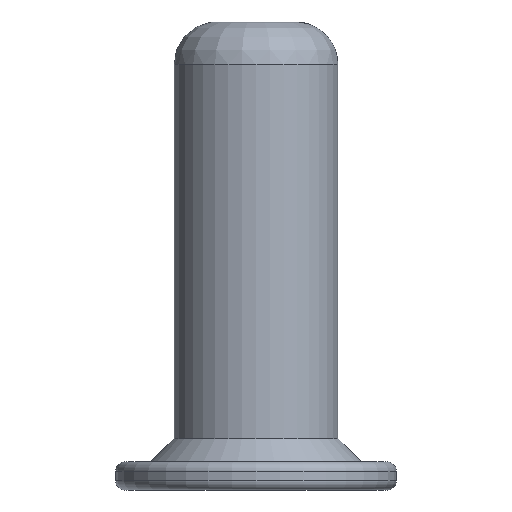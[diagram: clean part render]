
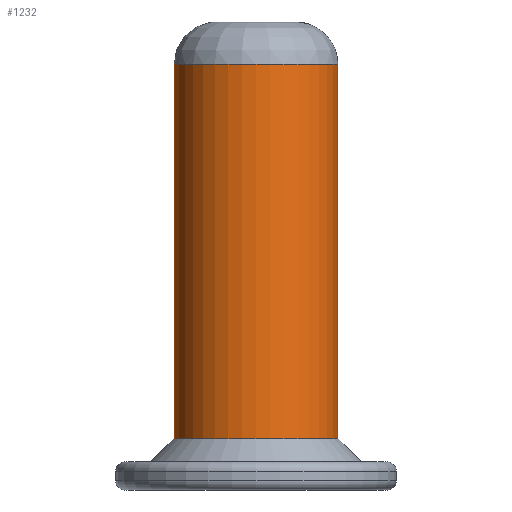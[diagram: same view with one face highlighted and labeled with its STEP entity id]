
A CAD part, front view. The second image highlights one B-rep face of the part: STEP entity #1232.
In plain terms, the highlighted cylindrical face has radius 17.5 mm (diameter 35 mm), a full revolution.
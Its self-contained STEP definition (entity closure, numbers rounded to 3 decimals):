
#277 = VERTEX_POINT('',#278);
#278 = CARTESIAN_POINT('',(17.5,0.,11.));
#284 = EDGE_CURVE('',#277,#277,#285,.T.);
#285 = CIRCLE('',#286,17.5);
#286 = AXIS2_PLACEMENT_3D('',#287,#288,#289);
#287 = CARTESIAN_POINT('',(0.,0.,11.));
#288 = DIRECTION('',(0.,0.,-1.));
#289 = DIRECTION('',(1.,0.,0.));
#1232 = ADVANCED_FACE('',(#1233),#1252,.T.);
#1233 = FACE_BOUND('',#1234,.F.);
#1234 = EDGE_LOOP('',(#1235,#1243,#1244,#1245));
#1235 = ORIENTED_EDGE('',*,*,#1236,.F.);
#1236 = EDGE_CURVE('',#277,#1237,#1239,.T.);
#1237 = VERTEX_POINT('',#1238);
#1238 = CARTESIAN_POINT('',(17.5,0.,91.));
#1239 = LINE('',#1240,#1241);
#1240 = CARTESIAN_POINT('',(17.5,0.,0.));
#1241 = VECTOR('',#1242,1.);
#1242 = DIRECTION('',(0.,0.,1.));
#1243 = ORIENTED_EDGE('',*,*,#284,.T.);
#1244 = ORIENTED_EDGE('',*,*,#1236,.T.);
#1245 = ORIENTED_EDGE('',*,*,#1246,.T.);
#1246 = EDGE_CURVE('',#1237,#1237,#1247,.T.);
#1247 = CIRCLE('',#1248,17.5);
#1248 = AXIS2_PLACEMENT_3D('',#1249,#1250,#1251);
#1249 = CARTESIAN_POINT('',(0.,0.,91.));
#1250 = DIRECTION('',(0.,0.,1.));
#1251 = DIRECTION('',(1.,0.,0.));
#1252 = CYLINDRICAL_SURFACE('',#1253,17.5);
#1253 = AXIS2_PLACEMENT_3D('',#1254,#1255,#1256);
#1254 = CARTESIAN_POINT('',(0.,0.,0.));
#1255 = DIRECTION('',(-0.,-0.,-1.));
#1256 = DIRECTION('',(1.,0.,0.));
